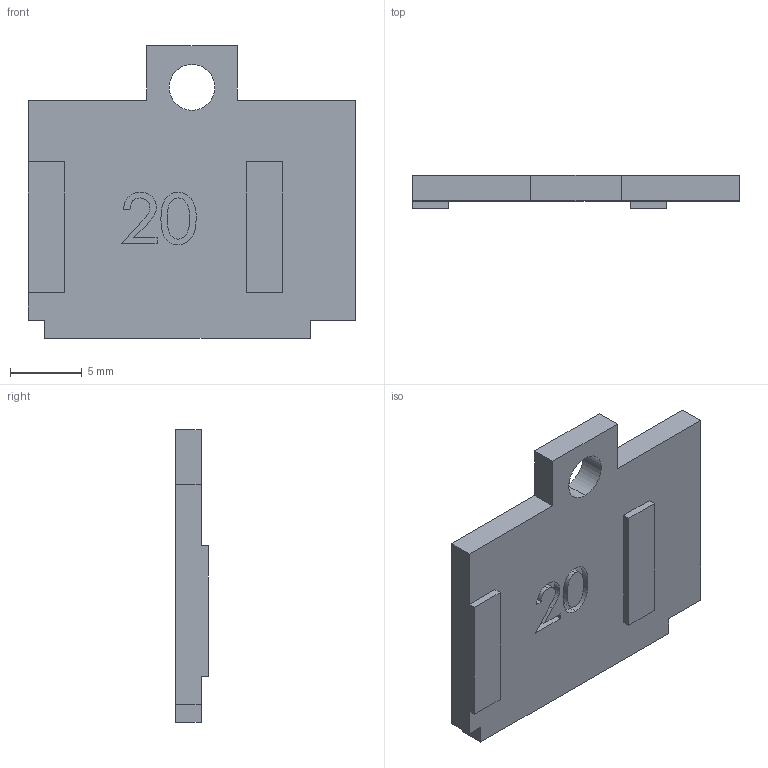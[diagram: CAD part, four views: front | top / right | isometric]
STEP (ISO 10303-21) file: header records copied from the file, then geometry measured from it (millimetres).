
FILE_DESCRIPTION (( 'STEP AP214' ), '1' );
FILE_NAME ('Display_Holder_20.STEP', '2022-10-16T00:53:48', ( '' ), ( '' ), 'SwSTEP 2.0', 'SolidWorks 2020', '' );
FILE_SCHEMA (( 'AUTOMOTIVE_DESIGN' ));
Length unit declared in the file: inch
Products named in the file (1): Display_Holder_20
Bounding box: 22.86 x 2.29 x 20.45 mm (x, y, z)
Volume: 715.2 mm3; surface area: 994.9 mm2
Topology: 1 solids, 1 shells, 49 faces, 129 edges, 86 vertices
Faces by surface type: plane 32, bspline 15, cylinder 2
Entity records: 2617 total; most frequent: CARTESIAN_POINT 1456, ORIENTED_EDGE 258, DIRECTION 173, EDGE_CURVE 129, VECTOR 95, LINE 95, VERTEX_POINT 86, EDGE_LOOP 55
